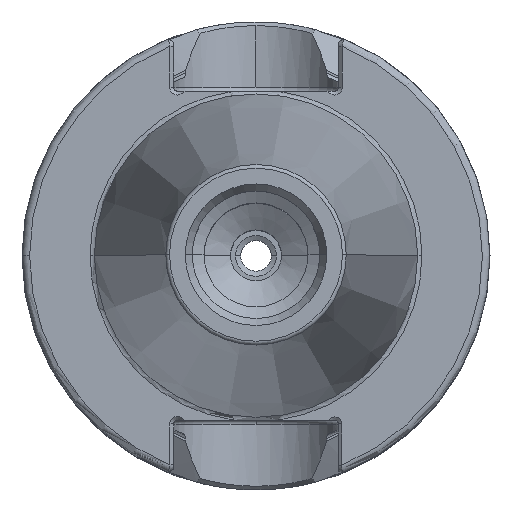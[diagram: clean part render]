
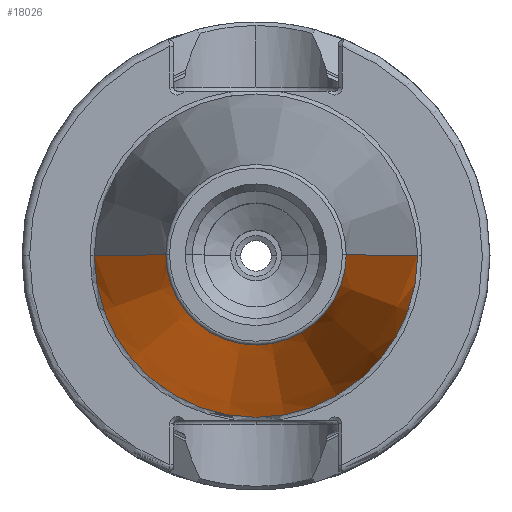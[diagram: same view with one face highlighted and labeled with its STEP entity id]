
A CAD part, top view. The second image highlights one B-rep face of the part: STEP entity #18026.
In plain terms, the highlighted conical face has half-angle 8.298 degrees and reference radius 8.816 mm.
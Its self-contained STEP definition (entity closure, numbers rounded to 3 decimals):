
#362 = EDGE_LOOP ( 'NONE', ( #10966, #9488, #4412, #10701 ) ) ;
#780 = EDGE_CURVE ( 'NONE', #4568, #12860, #5598, .T. ) ;
#1093 = DIRECTION ( 'NONE',  ( 0., 0., -1. ) ) ;
#1639 = FACE_OUTER_BOUND ( 'NONE', #362, .T. ) ;
#1962 = EDGE_CURVE ( 'NONE', #10947, #4568, #7314, .T. ) ;
#2154 = LINE ( 'NONE', #16091, #17999 ) ;
#2253 = CARTESIAN_POINT ( 'NONE',  ( 0., 0., 48.079 ) ) ;
#3439 = DIRECTION ( 'NONE',  ( 1., 0., 0. ) ) ;
#4286 = AXIS2_PLACEMENT_3D ( 'NONE', #2253, #1093, #3439 ) ;
#4396 = VERTEX_POINT ( 'NONE', #18075 ) ;
#4412 = ORIENTED_EDGE ( 'NONE', *, *, #780, .T. ) ;
#4568 = VERTEX_POINT ( 'NONE', #4824 ) ;
#4824 = CARTESIAN_POINT ( 'NONE',  ( -8.863, 0., 48.079 ) ) ;
#5115 = VECTOR ( 'NONE', #14901, 1000. ) ;
#5598 = LINE ( 'NONE', #8800, #5115 ) ;
#5663 = DIRECTION ( 'NONE',  ( -1., 0., 0. ) ) ;
#5697 = CIRCLE ( 'NONE', #16764, 15.875 ) ;
#5961 = DIRECTION ( 'NONE',  ( 0., 0., -1. ) ) ;
#7165 = CARTESIAN_POINT ( 'NONE',  ( 0., 0., 48.4 ) ) ;
#7314 = CIRCLE ( 'NONE', #4286, 8.863 ) ;
#8462 = DIRECTION ( 'NONE',  ( 0.144, 0., -0.99 ) ) ;
#8711 = DIRECTION ( 'NONE',  ( 0., 0., -1. ) ) ;
#8800 = CARTESIAN_POINT ( 'NONE',  ( -8.816, 0., 48.4 ) ) ;
#9488 = ORIENTED_EDGE ( 'NONE', *, *, #1962, .T. ) ;
#9844 = CARTESIAN_POINT ( 'NONE',  ( 8.863, 0., 48.079 ) ) ;
#10460 = EDGE_CURVE ( 'NONE', #10947, #4396, #2154, .T. ) ;
#10701 = ORIENTED_EDGE ( 'NONE', *, *, #11266, .F. ) ;
#10947 = VERTEX_POINT ( 'NONE', #9844 ) ;
#10966 = ORIENTED_EDGE ( 'NONE', *, *, #10460, .F. ) ;
#11266 = EDGE_CURVE ( 'NONE', #4396, #12860, #5697, .T. ) ;
#12860 = VERTEX_POINT ( 'NONE', #13262 ) ;
#13262 = CARTESIAN_POINT ( 'NONE',  ( -15.875, 0., 0. ) ) ;
#13906 = AXIS2_PLACEMENT_3D ( 'NONE', #7165, #8711, #5663 ) ;
#14901 = DIRECTION ( 'NONE',  ( -0.144, 0., -0.99 ) ) ;
#15151 = CARTESIAN_POINT ( 'NONE',  ( 0., 0., 0. ) ) ;
#15564 = CONICAL_SURFACE ( 'NONE', #13906, 8.816, 0.145 ) ;
#16091 = CARTESIAN_POINT ( 'NONE',  ( 8.816, 0., 48.4 ) ) ;
#16697 = DIRECTION ( 'NONE',  ( -1., 0., 0. ) ) ;
#16764 = AXIS2_PLACEMENT_3D ( 'NONE', #15151, #5961, #16697 ) ;
#17999 = VECTOR ( 'NONE', #8462, 1000. ) ;
#18026 = ADVANCED_FACE ( 'NONE', ( #1639 ), #15564, .T. ) ;
#18075 = CARTESIAN_POINT ( 'NONE',  ( 15.875, 0., 0. ) ) ;
